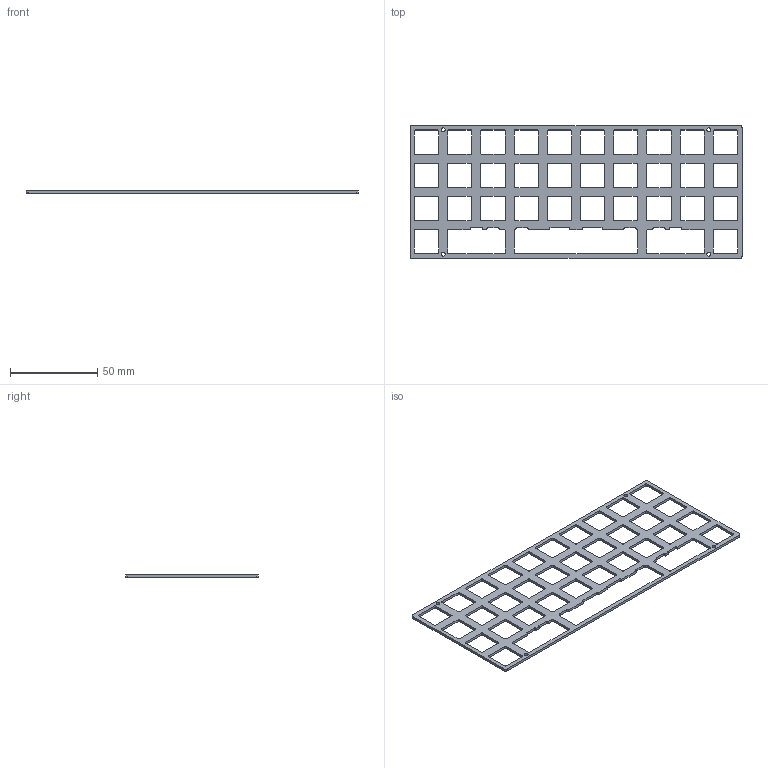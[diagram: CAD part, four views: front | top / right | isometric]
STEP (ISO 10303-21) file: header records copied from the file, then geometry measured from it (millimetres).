
FILE_DESCRIPTION(/* description */ (''),/* implementation_level */ '2;1');
FILE_NAME(/* name */ 'acai_plate.step',/* time_stamp */ '2023-10-18T14:26:01-07:00',/* author */ (''),/* organization */ (''),/* preprocessor_version */ 'ST-DEVELOPER v20',/* originating_system */ 'Autodesk Translation Framework v12.14.0.127',/* authorisation */ '');
FILE_SCHEMA (('AUTOMOTIVE_DESIGN { 1 0 10303 214 3 1 1 }'));
Length unit declared in the file: millimetre
Products named in the file (1): acai_plate
Bounding box: 190.5 x 76.2 x 1.5 mm (x, y, z)
Volume: 9373.9 mm3; surface area: 16537 mm2
Topology: 1 solids, 1 shells, 355 faces, 1059 edges, 706 vertices
Faces by surface type: plane 183, cylinder 172
Full cylindrical faces by diameter (mm): 2.2 x4
Entity records: 12213 total; most frequent: CARTESIAN_POINT 2121, ORIENTED_EDGE 2118, DIRECTION 2115, EDGE_CURVE 1059, LINE 715, VECTOR 715, VERTEX_POINT 706, AXIS2_PLACEMENT_3D 700
